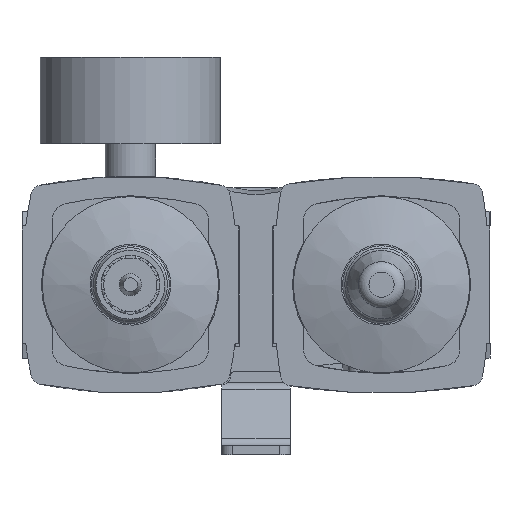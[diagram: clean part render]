
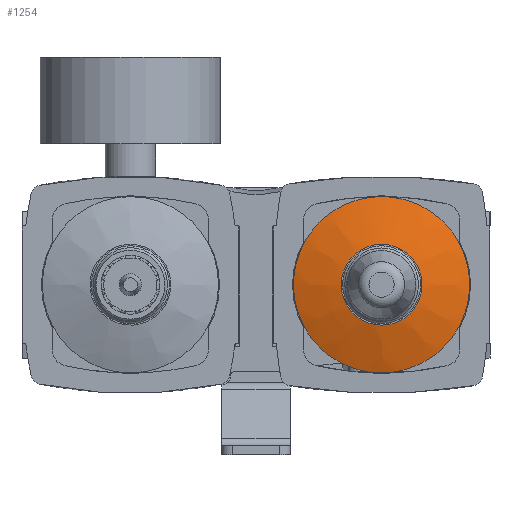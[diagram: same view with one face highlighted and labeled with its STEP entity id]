
A CAD part, front view. The second image highlights one B-rep face of the part: STEP entity #1254.
In plain terms, the highlighted free-form (B-spline) face has degree [3, 3] with [4, 7] control points.
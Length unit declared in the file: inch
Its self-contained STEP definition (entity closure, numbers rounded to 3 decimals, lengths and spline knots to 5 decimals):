
#1254 = ADVANCED_FACE( '', ( #3119, #3120 ), #3121, .T. );
#3119 = FACE_OUTER_BOUND( '', #5880, .T. );
#3120 = FACE_OUTER_BOUND( '', #5881, .T. );
#3121 = ( BOUNDED_SURFACE(  )B_SPLINE_SURFACE( 3, 3, ( ( #5884, #5885, #5886, #5887, #5888, #5889, #5890 ), ( #5891, #5892, #5893, #5894, #5895, #5896, #5897 ), ( #5898, #5899, #5900, #5901, #5902, #5903, #5904 ), ( #5905, #5906, #5907, #5908, #5909, #5910, #5911 ) ), .UNSPECIFIED., .F., .T., .F. )B_SPLINE_SURFACE_WITH_KNOTS( ( 4, 4 ), ( 4, 3, 4 ), ( 0., 6.28319 ), ( 1.21941, 1.29005, 1.36068 ), .UNSPECIFIED. )GEOMETRIC_REPRESENTATION_ITEM(  )RATIONAL_B_SPLINE_SURFACE( ( ( 1., 0.333, 0.333, 1., 0.333, 0.333, 1. ), ( 0.998, 0.333, 0.333, 0.998, 0.333, 0.333, 0.998 ), ( 0.998, 0.333, 0.333, 0.998, 0.333, 0.333, 0.998 ), ( 1., 0.333, 0.333, 1., 0.333, 0.333, 1. ) ) )REPRESENTATION_ITEM( '' )SURFACE(  ) );
#5880 = EDGE_LOOP( '', ( #9501 ) );
#5881 = EDGE_LOOP( '', ( #9502 ) );
#5884 = CARTESIAN_POINT( '', ( 0., -4.471, -0.44016 ) );
#5885 = CARTESIAN_POINT( '', ( 0.88031, -4.471, -0.44016 ) );
#5886 = CARTESIAN_POINT( '', ( 0.88031, -4.471, 0.44016 ) );
#5887 = CARTESIAN_POINT( '', ( 0., -4.471, 0.44016 ) );
#5888 = CARTESIAN_POINT( '', ( -0.88031, -4.471, 0.44016 ) );
#5889 = CARTESIAN_POINT( '', ( -0.88031, -4.471, -0.44016 ) );
#5890 = CARTESIAN_POINT( '', ( 0., -4.471, -0.44016 ) );
#5891 = CARTESIAN_POINT( '', ( 0., -4.4334, -0.61648 ) );
#5892 = CARTESIAN_POINT( '', ( 1.23295, -4.4334, -0.61648 ) );
#5893 = CARTESIAN_POINT( '', ( 1.23295, -4.4334, 0.61648 ) );
#5894 = CARTESIAN_POINT( '', ( 0., -4.4334, 0.61648 ) );
#5895 = CARTESIAN_POINT( '', ( -1.23295, -4.4334, 0.61648 ) );
#5896 = CARTESIAN_POINT( '', ( -1.23295, -4.4334, -0.61648 ) );
#5897 = CARTESIAN_POINT( '', ( 0., -4.4334, -0.61648 ) );
#5898 = CARTESIAN_POINT( '', ( 0., -4.38345, -0.7897 ) );
#5899 = CARTESIAN_POINT( '', ( 1.5794, -4.38345, -0.7897 ) );
#5900 = CARTESIAN_POINT( '', ( 1.5794, -4.38345, 0.7897 ) );
#5901 = CARTESIAN_POINT( '', ( 0., -4.38345, 0.7897 ) );
#5902 = CARTESIAN_POINT( '', ( -1.5794, -4.38345, 0.7897 ) );
#5903 = CARTESIAN_POINT( '', ( -1.5794, -4.38345, -0.7897 ) );
#5904 = CARTESIAN_POINT( '', ( 0., -4.38345, -0.7897 ) );
#5905 = CARTESIAN_POINT( '', ( 0., -4.32139, -0.95897 ) );
#5906 = CARTESIAN_POINT( '', ( 1.91793, -4.32139, -0.95897 ) );
#5907 = CARTESIAN_POINT( '', ( 1.91793, -4.32139, 0.95897 ) );
#5908 = CARTESIAN_POINT( '', ( 0., -4.32139, 0.95897 ) );
#5909 = CARTESIAN_POINT( '', ( -1.91793, -4.32139, 0.95897 ) );
#5910 = CARTESIAN_POINT( '', ( -1.91793, -4.32139, -0.95897 ) );
#5911 = CARTESIAN_POINT( '', ( 0., -4.32139, -0.95897 ) );
#9501 = ORIENTED_EDGE( '', *, *, #16327, .T. );
#9502 = ORIENTED_EDGE( '', *, *, #16328, .F. );
#16327 = EDGE_CURVE( '', #19735, #19735, #19736, .F. );
#16328 = EDGE_CURVE( '', #19737, #19737, #19738, .T. );
#19735 = VERTEX_POINT( '', #24376 );
#19736 = CIRCLE( '', #24377, 0.95897 );
#19737 = VERTEX_POINT( '', #24378 );
#19738 = CIRCLE( '', #24379, 0.44016 );
#24376 = CARTESIAN_POINT( '', ( 0., -4.32139, 0.95897 ) );
#24377 = AXIS2_PLACEMENT_3D( '', #29816, #29817, #29818 );
#24378 = CARTESIAN_POINT( '', ( 0., -4.471, -0.44016 ) );
#24379 = AXIS2_PLACEMENT_3D( '', #29819, #29820, #29821 );
#29816 = CARTESIAN_POINT( '', ( 0., -4.32139, 0. ) );
#29817 = DIRECTION( '', ( 0., 1., 0. ) );
#29818 = DIRECTION( '', ( 0., 0., 1. ) );
#29819 = CARTESIAN_POINT( '', ( 0., -4.471, 0. ) );
#29820 = DIRECTION( '', ( 0., -1., 0. ) );
#29821 = DIRECTION( '', ( 0., 0., -1. ) );
